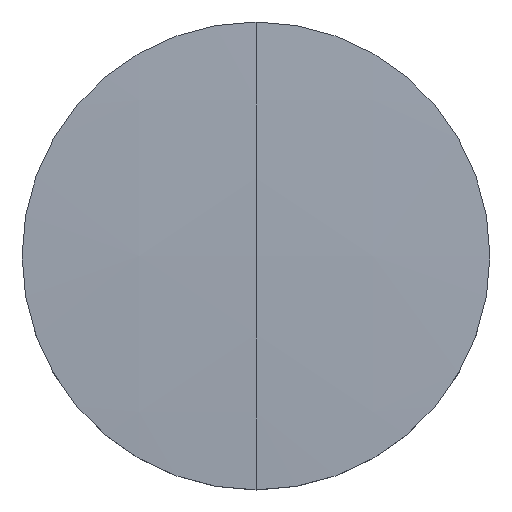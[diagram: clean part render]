
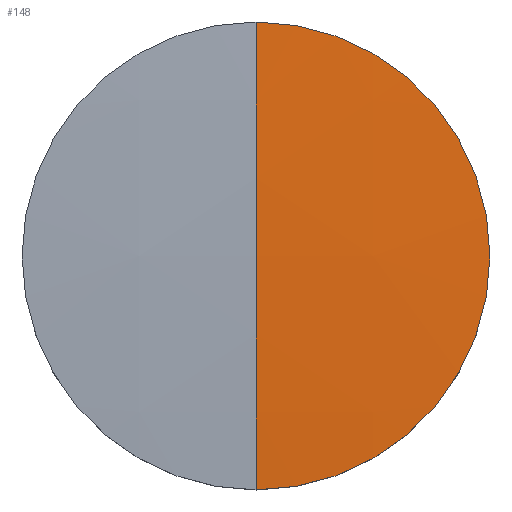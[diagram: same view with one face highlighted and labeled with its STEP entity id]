
A CAD part, top view. The second image highlights one B-rep face of the part: STEP entity #148.
In plain terms, the highlighted spherical face has radius 280.5 mm.
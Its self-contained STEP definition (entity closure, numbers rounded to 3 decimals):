
#2 = CARTESIAN_POINT ( 'NONE',  ( 0., 0., -278.5 ) ) ;
#3 = CARTESIAN_POINT ( 'NONE',  ( 0., -12.7, 1.712 ) ) ;
#7 = DIRECTION ( 'NONE',  ( 0., 0., 1. ) ) ;
#8 = DIRECTION ( 'NONE',  ( -1., 0., 0. ) ) ;
#9 = CARTESIAN_POINT ( 'NONE',  ( 0., 0., -278.5 ) ) ;
#10 = AXIS2_PLACEMENT_3D ( 'NONE', #9, #8, #7 ) ;
#11 = CIRCLE ( 'NONE', #10, 280.5 ) ;
#17 = DIRECTION ( 'NONE',  ( 0., 1., 0. ) ) ;
#18 = DIRECTION ( 'NONE',  ( 0., 0., -1. ) ) ;
#19 = CARTESIAN_POINT ( 'NONE',  ( 0., 0., 1.712 ) ) ;
#20 = AXIS2_PLACEMENT_3D ( 'NONE', #19, #18, #17 ) ;
#21 = CIRCLE ( 'NONE', #20, 12.7 ) ;
#30 = CARTESIAN_POINT ( 'NONE',  ( 0., 0., 2. ) ) ;
#31 = DIRECTION ( 'NONE',  ( 0., 1., 0. ) ) ;
#32 = DIRECTION ( 'NONE',  ( 1., 0., 0. ) ) ;
#33 = AXIS2_PLACEMENT_3D ( 'NONE', #2, #32, #31 ) ;
#34 = CIRCLE ( 'NONE', #33, 280.5 ) ;
#47 = CARTESIAN_POINT ( 'NONE',  ( 0., 12.7, 1.712 ) ) ;
#147 = ORIENTED_EDGE ( 'NONE', *, *, #151, .F. ) ;
#148 = ADVANCED_FACE ( 'NONE', ( #180 ), #189, .T. ) ;
#151 = EDGE_CURVE ( 'NONE', #164, #177, #11, .T. ) ;
#162 = VERTEX_POINT ( 'NONE', #3 ) ;
#163 = EDGE_CURVE ( 'NONE', #164, #162, #34, .T. ) ;
#164 = VERTEX_POINT ( 'NONE', #30 ) ;
#165 = ORIENTED_EDGE ( 'NONE', *, *, #163, .T. ) ;
#168 = ORIENTED_EDGE ( 'NONE', *, *, #169, .F. ) ;
#169 = EDGE_CURVE ( 'NONE', #177, #162, #21, .T. ) ;
#177 = VERTEX_POINT ( 'NONE', #47 ) ;
#178 = CARTESIAN_POINT ( 'NONE',  ( 0., 0., -278.5 ) ) ;
#180 = FACE_OUTER_BOUND ( 'NONE', #183, .T. ) ;
#183 = EDGE_LOOP ( 'NONE', ( #147, #165, #168 ) ) ;
#186 = DIRECTION ( 'NONE',  ( 0., 1., 0. ) ) ;
#187 = DIRECTION ( 'NONE',  ( 1., 0., 0. ) ) ;
#188 = AXIS2_PLACEMENT_3D ( 'NONE', #178, #187, #186 ) ;
#189 = SPHERICAL_SURFACE ( 'NONE', #188, 280.5 ) ;
